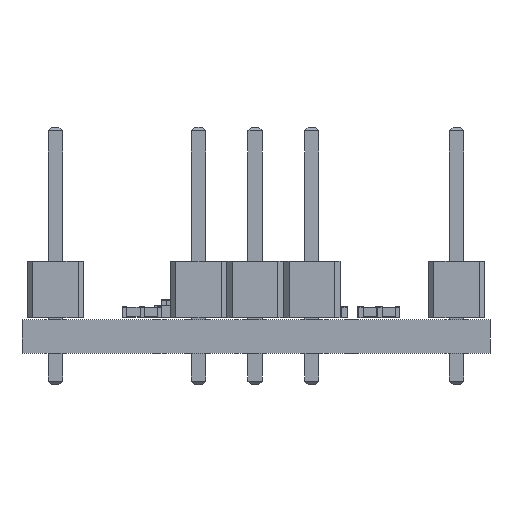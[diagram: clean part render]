
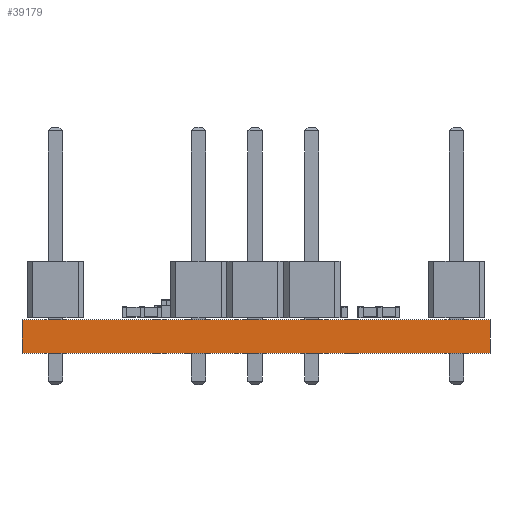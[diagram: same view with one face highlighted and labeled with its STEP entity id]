
A CAD part, front view. The second image highlights one B-rep face of the part: STEP entity #39179.
In plain terms, the highlighted planar face has unit normal (0, -1, 0).
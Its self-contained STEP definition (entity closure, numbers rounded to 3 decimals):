
#39179 = ADVANCED_FACE('',(#39180),#39214,.T.);
#39180 = FACE_BOUND('',#39181,.T.);
#39181 = EDGE_LOOP('',(#39182,#39192,#39200,#39208));
#39182 = ORIENTED_EDGE('',*,*,#39183,.T.);
#39183 = EDGE_CURVE('',#39184,#39186,#39188,.T.);
#39184 = VERTEX_POINT('',#39185);
#39185 = CARTESIAN_POINT('',(116.,-96.5,0.));
#39186 = VERTEX_POINT('',#39187);
#39187 = CARTESIAN_POINT('',(116.,-96.5,1.51));
#39188 = LINE('',#39189,#39190);
#39189 = CARTESIAN_POINT('',(116.,-96.5,0.));
#39190 = VECTOR('',#39191,1.);
#39191 = DIRECTION('',(0.,0.,1.));
#39192 = ORIENTED_EDGE('',*,*,#39193,.T.);
#39193 = EDGE_CURVE('',#39186,#39194,#39196,.T.);
#39194 = VERTEX_POINT('',#39195);
#39195 = CARTESIAN_POINT('',(95.,-96.5,1.51));
#39196 = LINE('',#39197,#39198);
#39197 = CARTESIAN_POINT('',(116.,-96.5,1.51));
#39198 = VECTOR('',#39199,1.);
#39199 = DIRECTION('',(-1.,0.,0.));
#39200 = ORIENTED_EDGE('',*,*,#39201,.F.);
#39201 = EDGE_CURVE('',#39202,#39194,#39204,.T.);
#39202 = VERTEX_POINT('',#39203);
#39203 = CARTESIAN_POINT('',(95.,-96.5,0.));
#39204 = LINE('',#39205,#39206);
#39205 = CARTESIAN_POINT('',(95.,-96.5,0.));
#39206 = VECTOR('',#39207,1.);
#39207 = DIRECTION('',(0.,0.,1.));
#39208 = ORIENTED_EDGE('',*,*,#39209,.F.);
#39209 = EDGE_CURVE('',#39184,#39202,#39210,.T.);
#39210 = LINE('',#39211,#39212);
#39211 = CARTESIAN_POINT('',(116.,-96.5,0.));
#39212 = VECTOR('',#39213,1.);
#39213 = DIRECTION('',(-1.,0.,0.));
#39214 = PLANE('',#39215);
#39215 = AXIS2_PLACEMENT_3D('',#39216,#39217,#39218);
#39216 = CARTESIAN_POINT('',(116.,-96.5,0.));
#39217 = DIRECTION('',(0.,-1.,0.));
#39218 = DIRECTION('',(-1.,0.,0.));
